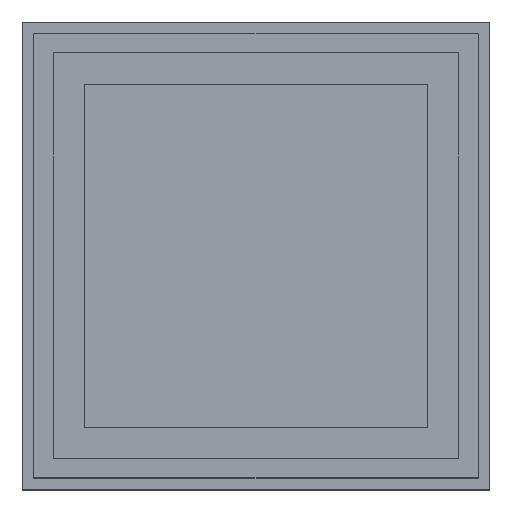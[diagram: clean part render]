
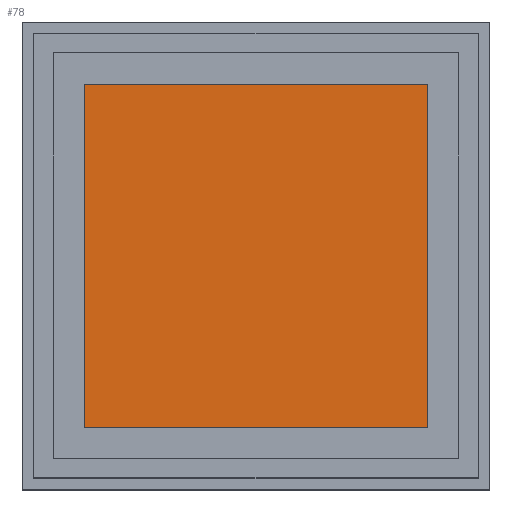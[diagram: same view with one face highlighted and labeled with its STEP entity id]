
A CAD part, top view. The second image highlights one B-rep face of the part: STEP entity #78.
In plain terms, the highlighted planar face has unit normal (0, 0, 1).
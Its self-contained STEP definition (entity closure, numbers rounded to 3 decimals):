
#78 = ADVANCED_FACE( '', ( #193 ), #194, .T. );
#193 = FACE_OUTER_BOUND( '', #346, .T. );
#194 = PLANE( '', #347 );
#346 = EDGE_LOOP( '', ( #519, #520, #521, #522 ) );
#347 = AXIS2_PLACEMENT_3D( '', #523, #524, #525 );
#519 = ORIENTED_EDGE( '', *, *, #907, .T. );
#520 = ORIENTED_EDGE( '', *, *, #908, .T. );
#521 = ORIENTED_EDGE( '', *, *, #909, .T. );
#522 = ORIENTED_EDGE( '', *, *, #910, .T. );
#523 = CARTESIAN_POINT( '', ( 0., 0., 5. ) );
#524 = DIRECTION( '', ( 0., 0., 1. ) );
#525 = DIRECTION( '', ( 1., 0., 0. ) );
#907 = EDGE_CURVE( '', #1085, #1086, #1087, .T. );
#908 = EDGE_CURVE( '', #1086, #1088, #1089, .T. );
#909 = EDGE_CURVE( '', #1088, #1090, #1091, .T. );
#910 = EDGE_CURVE( '', #1090, #1085, #1092, .T. );
#1085 = VERTEX_POINT( '', #1335 );
#1086 = VERTEX_POINT( '', #1336 );
#1087 = LINE( '', #1337, #1338 );
#1088 = VERTEX_POINT( '', #1339 );
#1089 = LINE( '', #1340, #1341 );
#1090 = VERTEX_POINT( '', #1342 );
#1091 = LINE( '', #1343, #1344 );
#1092 = LINE( '', #1345, #1346 );
#1335 = CARTESIAN_POINT( '', ( 26., -26., 5. ) );
#1336 = CARTESIAN_POINT( '', ( 26., -4., 5. ) );
#1337 = CARTESIAN_POINT( '', ( 26., -26., 5. ) );
#1338 = VECTOR( '', #1616, 1000. );
#1339 = CARTESIAN_POINT( '', ( 4., -4., 5. ) );
#1340 = CARTESIAN_POINT( '', ( 26., -4., 5. ) );
#1341 = VECTOR( '', #1617, 1000. );
#1342 = CARTESIAN_POINT( '', ( 4., -26., 5. ) );
#1343 = CARTESIAN_POINT( '', ( 4., -4., 5. ) );
#1344 = VECTOR( '', #1618, 1000. );
#1345 = CARTESIAN_POINT( '', ( 4., -26., 5. ) );
#1346 = VECTOR( '', #1619, 1000. );
#1616 = DIRECTION( '', ( 0., 1., 0. ) );
#1617 = DIRECTION( '', ( -1., 0., 0. ) );
#1618 = DIRECTION( '', ( 0., -1., 0. ) );
#1619 = DIRECTION( '', ( 1., 0., 0. ) );
